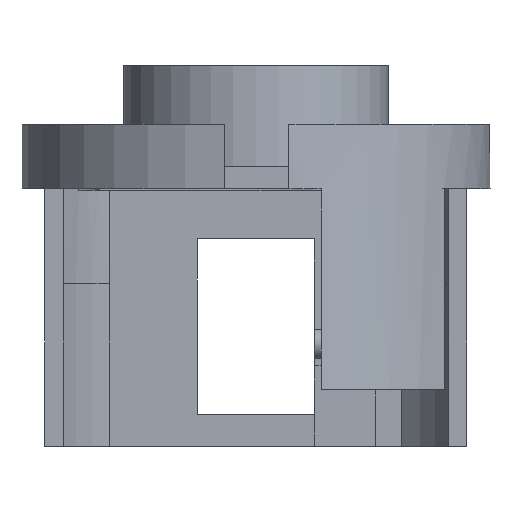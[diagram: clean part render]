
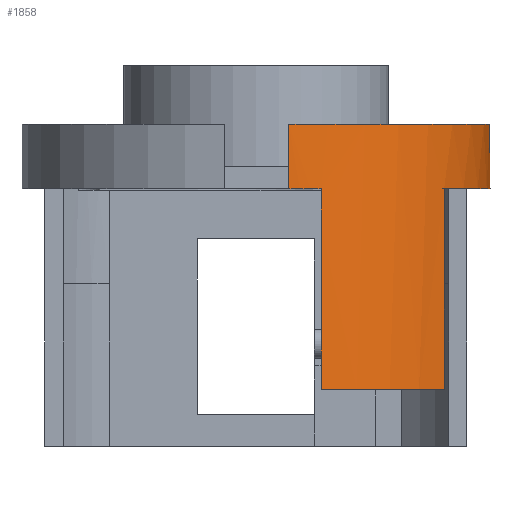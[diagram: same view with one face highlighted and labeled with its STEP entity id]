
A CAD part, front view. The second image highlights one B-rep face of the part: STEP entity #1858.
In plain terms, the highlighted cylindrical face has radius 20 mm (diameter 40 mm), a partial arc.
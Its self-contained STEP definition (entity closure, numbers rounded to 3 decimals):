
#50=CYLINDRICAL_SURFACE('',#2008,20.);
#98=CIRCLE('',#1984,20.);
#107=CIRCLE('',#2009,20.);
#108=CIRCLE('',#2010,20.);
#109=CIRCLE('',#2011,20.);
#196=FACE_OUTER_BOUND('',#300,.T.);
#300=EDGE_LOOP('',(#1497,#1498,#1499,#1500,#1501,#1502,#1503,#1504,#1505));
#479=LINE('',#2993,#676);
#483=LINE('',#3001,#680);
#484=LINE('',#3005,#681);
#485=LINE('',#3010,#682);
#486=LINE('',#3011,#683);
#676=VECTOR('',#2424,10.);
#680=VECTOR('',#2430,10.);
#681=VECTOR('',#2433,10.);
#682=VECTOR('',#2438,10.);
#683=VECTOR('',#2439,10.);
#852=VERTEX_POINT('',#2926);
#853=VERTEX_POINT('',#2928);
#869=VERTEX_POINT('',#2990);
#870=VERTEX_POINT('',#2992);
#873=VERTEX_POINT('',#3000);
#874=VERTEX_POINT('',#3002);
#875=VERTEX_POINT('',#3004);
#876=VERTEX_POINT('',#3007);
#877=VERTEX_POINT('',#3009);
#1073=EDGE_CURVE('',#852,#853,#98,.T.);
#1105=EDGE_CURVE('',#870,#869,#479,.F.);
#1109=EDGE_CURVE('',#852,#873,#483,.F.);
#1110=EDGE_CURVE('',#873,#874,#107,.T.);
#1111=EDGE_CURVE('',#874,#875,#484,.T.);
#1112=EDGE_CURVE('',#870,#875,#108,.F.);
#1113=EDGE_CURVE('',#869,#876,#109,.T.);
#1114=EDGE_CURVE('',#876,#877,#485,.F.);
#1115=EDGE_CURVE('',#877,#853,#486,.F.);
#1497=ORIENTED_EDGE('',*,*,#1109,.T.);
#1498=ORIENTED_EDGE('',*,*,#1110,.T.);
#1499=ORIENTED_EDGE('',*,*,#1111,.T.);
#1500=ORIENTED_EDGE('',*,*,#1112,.F.);
#1501=ORIENTED_EDGE('',*,*,#1105,.T.);
#1502=ORIENTED_EDGE('',*,*,#1113,.T.);
#1503=ORIENTED_EDGE('',*,*,#1114,.T.);
#1504=ORIENTED_EDGE('',*,*,#1115,.T.);
#1505=ORIENTED_EDGE('',*,*,#1073,.F.);
#1858=ADVANCED_FACE('',(#196),#50,.T.);
#1984=AXIS2_PLACEMENT_3D('',#2929,#2353,#2354);
#2008=AXIS2_PLACEMENT_3D('',#2999,#2428,#2429);
#2009=AXIS2_PLACEMENT_3D('',#3003,#2431,#2432);
#2010=AXIS2_PLACEMENT_3D('',#3006,#2434,#2435);
#2011=AXIS2_PLACEMENT_3D('',#3008,#2436,#2437);
#2353=DIRECTION('center_axis',(0.,0.,
-1.));
#2354=DIRECTION('ref_axis',(-1.,0.,0.));
#2424=DIRECTION('',(0.,0.,1.));
#2428=DIRECTION('center_axis',(0.,0.,
-1.));
#2429=DIRECTION('ref_axis',(0.883,-0.47,0.));
#2430=DIRECTION('',(0.,0.,-1.));
#2431=DIRECTION('center_axis',(0.,0.,1.));
#2432=DIRECTION('ref_axis',(-1.,0.,0.));
#2433=DIRECTION('',(0.,0.,1.));
#2434=DIRECTION('center_axis',(0.,0.,
-1.));
#2435=DIRECTION('ref_axis',(-1.,0.,0.));
#2436=DIRECTION('center_axis',(0.,0.,1.));
#2437=DIRECTION('ref_axis',(-1.,0.,0.));
#2438=DIRECTION('',(0.,0.,1.));
#2439=DIRECTION('',(0.,0.,1.));
#2926=CARTESIAN_POINT('',(15.596,-12.,-31.225));
#2928=CARTESIAN_POINT('',(5.097,-19.316,-31.225));
#2929=CARTESIAN_POINT('Origin',(-0.486,-0.111,-31.225));
#2990=CARTESIAN_POINT('',(2.337,-19.911,-14.101));
#2992=CARTESIAN_POINT('',(2.337,-19.911,-8.6));
#2993=CARTESIAN_POINT('',(2.337,-19.911,-19.851));
#2999=CARTESIAN_POINT('Origin',(-0.486,-0.111,-18.695));
#3000=CARTESIAN_POINT('',(15.596,-12.,-14.101));
#3001=CARTESIAN_POINT('',(15.596,-12.,-13.663));
#3002=CARTESIAN_POINT('',(17.514,8.607,-14.101));
#3003=CARTESIAN_POINT('Origin',(-0.486,-0.111,-14.101));
#3004=CARTESIAN_POINT('',(17.514,8.607,-8.6));
#3005=CARTESIAN_POINT('',(17.514,8.607,-36.101));
#3006=CARTESIAN_POINT('Origin',(-0.486,-0.111,-8.6));
#3007=CARTESIAN_POINT('',(5.097,-19.316,-14.101));
#3008=CARTESIAN_POINT('Origin',(-0.486,-0.111,-14.101));
#3009=CARTESIAN_POINT('',(5.097,-19.316,-17.225));
#3010=CARTESIAN_POINT('',(5.097,-19.316,-13.663));
#3011=CARTESIAN_POINT('',(5.097,-19.316,-18.663));
